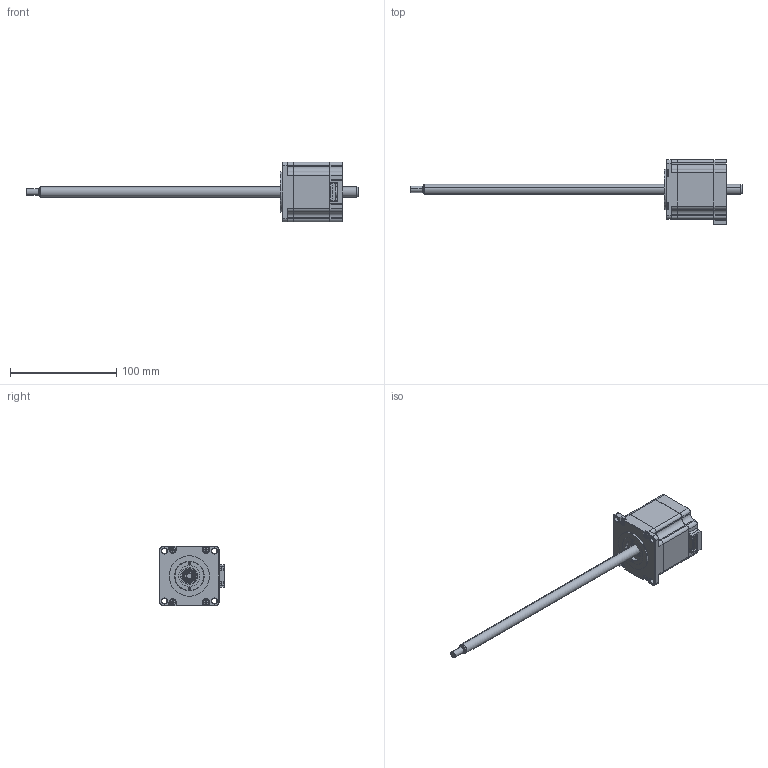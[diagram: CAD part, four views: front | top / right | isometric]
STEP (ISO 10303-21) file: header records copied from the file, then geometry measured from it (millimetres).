
FILE_DESCRIPTION (( 'STEP AP203' ), '1' );
FILE_NAME ('LN238S-E09050-300-S-220.STEP', '2019-04-13T02:47:01', ( 'Sky123.Org' ), ( 'Sky123.Org' ), 'SwSTEP 2.0', 'SolidWorks 2014', '' );
FILE_SCHEMA (( 'CONFIG_CONTROL_DESIGN' ));
Length unit declared in the file: millimetre
Products named in the file (1): LN238S-E09050-300-S-220
Bounding box: 313 x 61.2 x 56.2 mm (x, y, z)
Surface area: 36287.4 mm2 (no closed solid volume)
Topology: 0 solids, 18 shells, 370 faces, 1119 edges, 747 vertices
Faces by surface type: plane 185, cylinder 94, cone 79, sphere 8, torus 4
Entity records: 12976 total; most frequent: CARTESIAN_POINT 2866, DIRECTION 2134, ORIENTED_EDGE 1934, EDGE_CURVE 1119, VERTEX_POINT 747, AXIS2_PLACEMENT_3D 745, LINE 644, VECTOR 644
